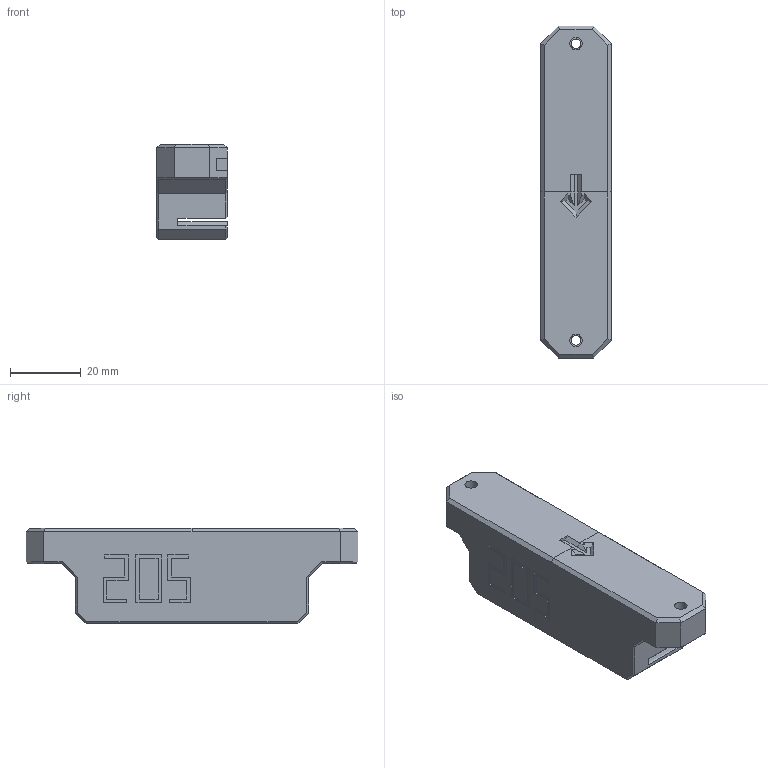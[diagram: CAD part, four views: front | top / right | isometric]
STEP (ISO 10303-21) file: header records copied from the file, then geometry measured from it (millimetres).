
FILE_DESCRIPTION(/* description */ ('CATIA V5 STEP Exchange'),/* implementation_level */ '2;1');
FILE_NAME(/* name */ '(2.05)bed-belt-block_B0.stp',/* time_stamp */ '2023-05-07T12:23:19+09:00',/* author */ ('k1020'),/* organization */ ('none'),/* preprocessor_version */ 'ST-DEVELOPER v17',/* originating_system */ 'Autodesk Inventor 2019',/* authorisation */ 'none');
FILE_SCHEMA (('AUTOMOTIVE_DESIGN { 1 0 10303 214 3 1 1 }'));
Length unit declared in the file: millimetre
Products named in the file (1): (2.05)bed-belt-block
Bounding box: 20 x 94 x 27 mm (x, y, z)
Volume: 38420.7 mm3; surface area: 11419.4 mm2
Topology: 1 solids, 1 shells, 238 faces, 667 edges, 435 vertices
Faces by surface type: plane 134, bspline 64, cylinder 39, cone 1
Full cylindrical faces by diameter (mm): 2.7 x2, 3.2 x3, 3.5 x2
Entity records: 13420 total; most frequent: CARTESIAN_POINT 7607, ORIENTED_EDGE 1332, DIRECTION 976, EDGE_CURVE 666, LINE 442, VECTOR 442, VERTEX_POINT 435, AXIS2_PLACEMENT_3D 267
